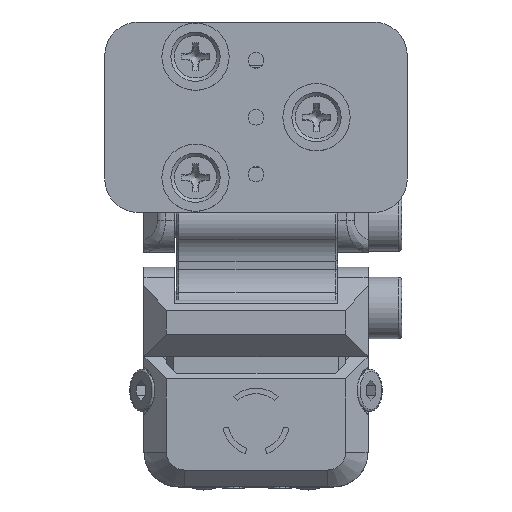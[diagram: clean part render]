
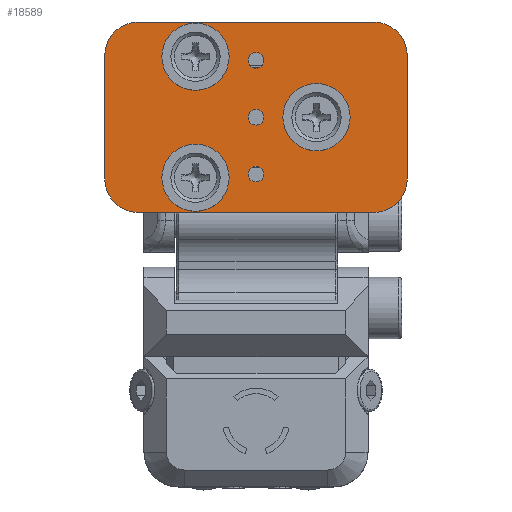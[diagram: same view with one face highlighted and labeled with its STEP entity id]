
A CAD part, top view. The second image highlights one B-rep face of the part: STEP entity #18589.
In plain terms, the highlighted planar face has unit normal (0, 0, 1).
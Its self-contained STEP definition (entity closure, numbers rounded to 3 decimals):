
#1849=PLANE('',#20385);
#2281=CIRCLE('',#20386,1.2);
#2282=CIRCLE('',#20387,1.2);
#2283=CIRCLE('',#20388,1.2);
#2284=CIRCLE('',#20389,0.7);
#2285=CIRCLE('',#20390,0.7);
#2286=CIRCLE('',#20391,0.7);
#2287=CIRCLE('',#20392,3.);
#2288=CIRCLE('',#20393,3.);
#2289=CIRCLE('',#20394,3.);
#2290=CIRCLE('',#20395,3.);
#5107=ORIENTED_EDGE('',*,*,#9361,.T.);
#5108=ORIENTED_EDGE('',*,*,#9362,.T.);
#5109=ORIENTED_EDGE('',*,*,#9363,.T.);
#5110=ORIENTED_EDGE('',*,*,#9364,.T.);
#5111=ORIENTED_EDGE('',*,*,#9365,.T.);
#5112=ORIENTED_EDGE('',*,*,#9366,.T.);
#5113=ORIENTED_EDGE('',*,*,#9367,.F.);
#5114=ORIENTED_EDGE('',*,*,#9368,.F.);
#5115=ORIENTED_EDGE('',*,*,#9369,.F.);
#5116=ORIENTED_EDGE('',*,*,#9370,.F.);
#5117=ORIENTED_EDGE('',*,*,#9371,.F.);
#5118=ORIENTED_EDGE('',*,*,#9372,.F.);
#5119=ORIENTED_EDGE('',*,*,#9373,.F.);
#5120=ORIENTED_EDGE('',*,*,#9374,.F.);
#9361=EDGE_CURVE('',#11672,#11672,#2281,.T.);
#9362=EDGE_CURVE('',#11673,#11673,#2282,.T.);
#9363=EDGE_CURVE('',#11674,#11674,#2283,.T.);
#9364=EDGE_CURVE('',#11675,#11675,#2284,.T.);
#9365=EDGE_CURVE('',#11676,#11676,#2285,.T.);
#9366=EDGE_CURVE('',#11677,#11677,#2286,.T.);
#9367=EDGE_CURVE('',#11678,#11679,#2287,.T.);
#9368=EDGE_CURVE('',#11680,#11678,#13060,.T.);
#9369=EDGE_CURVE('',#11681,#11680,#2288,.T.);
#9370=EDGE_CURVE('',#11682,#11681,#13061,.T.);
#9371=EDGE_CURVE('',#11683,#11682,#2289,.T.);
#9372=EDGE_CURVE('',#11684,#11683,#13062,.T.);
#9373=EDGE_CURVE('',#11685,#11684,#2290,.T.);
#9374=EDGE_CURVE('',#11679,#11685,#13063,.T.);
#11672=VERTEX_POINT('',#30742);
#11673=VERTEX_POINT('',#30744);
#11674=VERTEX_POINT('',#30746);
#11675=VERTEX_POINT('',#30748);
#11676=VERTEX_POINT('',#30750);
#11677=VERTEX_POINT('',#30752);
#11678=VERTEX_POINT('',#30754);
#11679=VERTEX_POINT('',#30755);
#11680=VERTEX_POINT('',#30757);
#11681=VERTEX_POINT('',#30759);
#11682=VERTEX_POINT('',#30761);
#11683=VERTEX_POINT('',#30763);
#11684=VERTEX_POINT('',#30765);
#11685=VERTEX_POINT('',#30767);
#13060=LINE('',#30756,#14360);
#13061=LINE('',#30760,#14361);
#13062=LINE('',#30764,#14362);
#13063=LINE('',#30768,#14363);
#14360=VECTOR('',#23378,1000.);
#14361=VECTOR('',#23381,1000.);
#14362=VECTOR('',#23384,1000.);
#14363=VECTOR('',#23387,1000.);
#15609=EDGE_LOOP('',(#5107));
#15610=EDGE_LOOP('',(#5108));
#15611=EDGE_LOOP('',(#5109));
#15612=EDGE_LOOP('',(#5110));
#15613=EDGE_LOOP('',(#5111));
#15614=EDGE_LOOP('',(#5112));
#15615=EDGE_LOOP('',(#5113,#5114,#5115,#5116,#5117,#5118,#5119,#5120));
#17112=FACE_BOUND('',#15609,.T.);
#17113=FACE_BOUND('',#15610,.T.);
#17114=FACE_BOUND('',#15611,.T.);
#17115=FACE_BOUND('',#15612,.T.);
#17116=FACE_BOUND('',#15613,.T.);
#17117=FACE_BOUND('',#15614,.T.);
#17118=FACE_BOUND('',#15615,.T.);
#18589=ADVANCED_FACE('',(#17112,#17113,#17114,#17115,#17116,#17117,#17118),
#1849,.T.);
#20385=AXIS2_PLACEMENT_3D('',#30740,#23362,#23363);
#20386=AXIS2_PLACEMENT_3D('',#30741,#23364,#23365);
#20387=AXIS2_PLACEMENT_3D('',#30743,#23366,#23367);
#20388=AXIS2_PLACEMENT_3D('',#30745,#23368,#23369);
#20389=AXIS2_PLACEMENT_3D('',#30747,#23370,#23371);
#20390=AXIS2_PLACEMENT_3D('',#30749,#23372,#23373);
#20391=AXIS2_PLACEMENT_3D('',#30751,#23374,#23375);
#20392=AXIS2_PLACEMENT_3D('',#30753,#23376,#23377);
#20393=AXIS2_PLACEMENT_3D('',#30758,#23379,#23380);
#20394=AXIS2_PLACEMENT_3D('',#30762,#23382,#23383);
#20395=AXIS2_PLACEMENT_3D('',#30766,#23385,#23386);
#23362=DIRECTION('',(0.,0.,1.));
#23363=DIRECTION('',(1.,0.,0.));
#23364=DIRECTION('',(0.,0.,-1.));
#23365=DIRECTION('',(1.,0.,0.));
#23366=DIRECTION('',(0.,0.,-1.));
#23367=DIRECTION('',(1.,0.,0.));
#23368=DIRECTION('',(0.,0.,-1.));
#23369=DIRECTION('',(1.,0.,0.));
#23370=DIRECTION('',(0.,0.,-1.));
#23371=DIRECTION('',(1.,0.,0.));
#23372=DIRECTION('',(0.,0.,-1.));
#23373=DIRECTION('',(1.,0.,0.));
#23374=DIRECTION('',(0.,0.,-1.));
#23375=DIRECTION('',(1.,0.,0.));
#23376=DIRECTION('',(0.,0.,-1.));
#23377=DIRECTION('',(0.707,0.707,0.));
#23378=DIRECTION('',(1.,0.,0.));
#23379=DIRECTION('',(0.,0.,-1.));
#23380=DIRECTION('',(-0.707,0.707,0.));
#23381=DIRECTION('',(0.,1.,0.));
#23382=DIRECTION('',(0.,0.,-1.));
#23383=DIRECTION('',(-0.707,-0.707,0.));
#23384=DIRECTION('',(-1.,0.,0.));
#23385=DIRECTION('',(0.,0.,-1.));
#23386=DIRECTION('',(0.707,-0.707,0.));
#23387=DIRECTION('',(0.,-1.,0.));
#30740=CARTESIAN_POINT('',(13.5,-8.5,0.));
#30741=CARTESIAN_POINT('',(8.1,-13.9,0.));
#30742=CARTESIAN_POINT('',(9.3,-13.9,0.));
#30743=CARTESIAN_POINT('',(18.9,-8.5,0.));
#30744=CARTESIAN_POINT('',(20.1,-8.5,0.));
#30745=CARTESIAN_POINT('',(8.1,-3.1,0.));
#30746=CARTESIAN_POINT('',(9.3,-3.1,0.));
#30747=CARTESIAN_POINT('',(13.5,-13.58,0.));
#30748=CARTESIAN_POINT('',(14.2,-13.58,0.));
#30749=CARTESIAN_POINT('',(13.5,-3.42,0.));
#30750=CARTESIAN_POINT('',(14.2,-3.42,0.));
#30751=CARTESIAN_POINT('',(13.5,-8.5,0.));
#30752=CARTESIAN_POINT('',(14.2,-8.5,0.));
#30753=CARTESIAN_POINT('',(24.,-3.,0.));
#30754=CARTESIAN_POINT('',(24.,0.,0.));
#30755=CARTESIAN_POINT('',(27.,-3.,0.));
#30756=CARTESIAN_POINT('',(0.,0.,0.));
#30757=CARTESIAN_POINT('',(3.,0.,0.));
#30758=CARTESIAN_POINT('',(3.,-3.,0.));
#30759=CARTESIAN_POINT('',(0.,-3.,0.));
#30760=CARTESIAN_POINT('',(0.,-17.,0.));
#30761=CARTESIAN_POINT('',(0.,-14.,0.));
#30762=CARTESIAN_POINT('',(3.,-14.,0.));
#30763=CARTESIAN_POINT('',(3.,-17.,0.));
#30764=CARTESIAN_POINT('',(27.,-17.,0.));
#30765=CARTESIAN_POINT('',(24.,-17.,0.));
#30766=CARTESIAN_POINT('',(24.,-14.,0.));
#30767=CARTESIAN_POINT('',(27.,-14.,0.));
#30768=CARTESIAN_POINT('',(27.,0.,0.));
